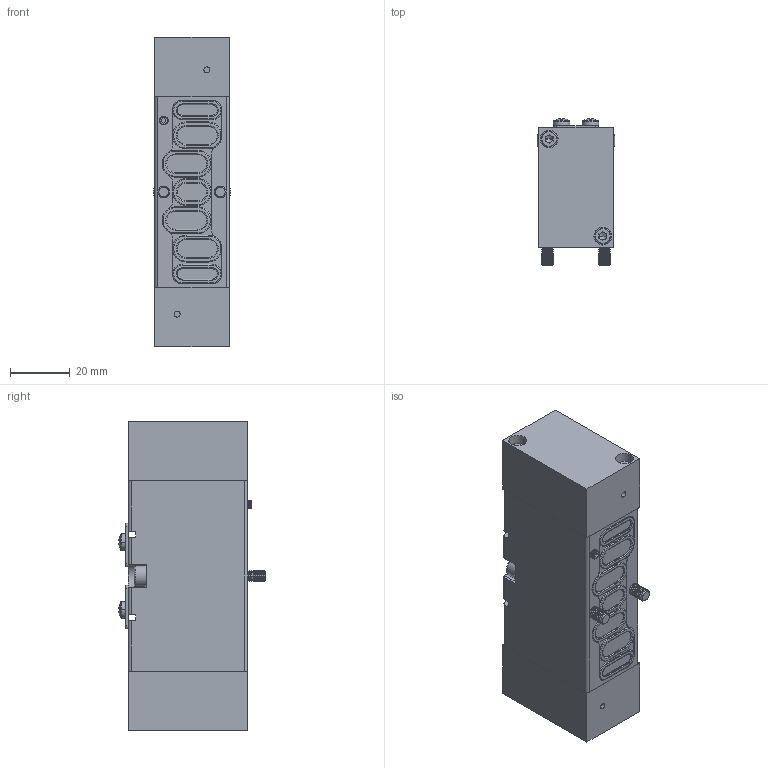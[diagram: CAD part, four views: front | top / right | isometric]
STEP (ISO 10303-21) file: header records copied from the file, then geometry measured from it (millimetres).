
FILE_DESCRIPTION (( 'STEP AP214' ), '1' );
FILE_NAME ('05_183_4.STEP', '2016-02-29T17:02:20', ( '' ), ( '' ), 'SwSTEP 2.0', 'SolidWorks 2016', '' );
FILE_SCHEMA (( 'AUTOMOTIVE_DESIGN' ));
Length unit declared in the file: millimetre
Products named in the file (1): 05_183_4
Bounding box: 26 x 49.15 x 104 mm (x, y, z)
Volume: 104744.7 mm3; surface area: 27127.7 mm2
Topology: 13 solids, 13 shells, 2446 faces, 6328 edges, 3920 vertices
Faces by surface type: cone 1182, cylinder 780, plane 360, torus 116, sphere 8
Entity records: 75988 total; most frequent: DIRECTION 14824, CARTESIAN_POINT 12867, ORIENTED_EDGE 12616, EDGE_CURVE 6308, AXIS2_PLACEMENT_3D 6125, VERTEX_POINT 3920, CIRCLE 3678, LINE 2574
